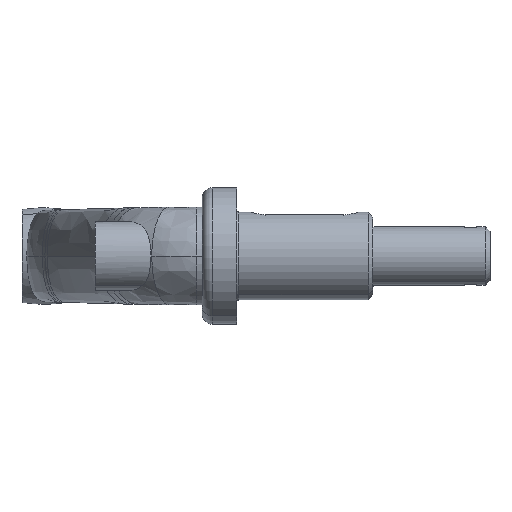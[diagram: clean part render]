
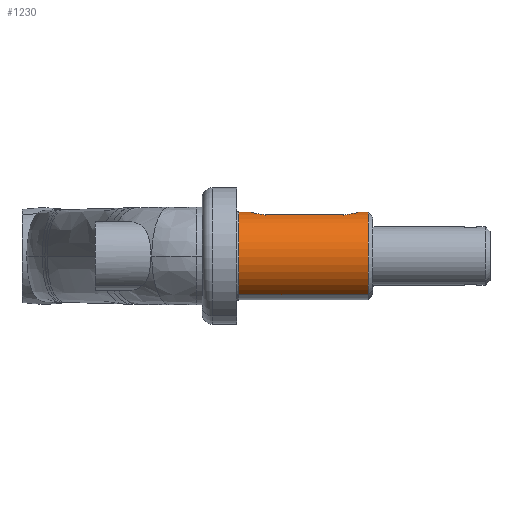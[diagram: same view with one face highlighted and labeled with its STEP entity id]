
A CAD part, front view. The second image highlights one B-rep face of the part: STEP entity #1230.
In plain terms, the highlighted cylindrical face has radius 9 mm (diameter 18 mm), a partial arc.
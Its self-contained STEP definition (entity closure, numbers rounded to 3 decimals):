
#727=CARTESIAN_POINT('Vertex',(34.,4.315,7.898)) ;
#743=CARTESIAN_POINT('Vertex',(34.,-4.315,-7.898)) ;
#768=CARTESIAN_POINT('Axis2P3D Location',(34.,0.,0.)) ;
#1028=CARTESIAN_POINT('Vertex',(29.,-3.,8.485)) ;
#1032=CARTESIAN_POINT('Control Point',(29.,-3.,8.485)) ;
#1033=CARTESIAN_POINT('Control Point',(29.949,-3.,8.485)) ;
#1034=CARTESIAN_POINT('Control Point',(30.896,-2.618,8.621)) ;
#1035=CARTESIAN_POINT('Control Point',(31.617,-1.898,8.876)) ;
#1036=CARTESIAN_POINT('Control Point',(32.,-0.949,9.)) ;
#1037=CARTESIAN_POINT('Control Point',(32.,0.,9.)) ;
#1038=CARTESIAN_POINT('Vertex',(32.,0.,9.)) ;
#1042=CARTESIAN_POINT('Control Point',(29.,3.,8.485)) ;
#1043=CARTESIAN_POINT('Control Point',(29.949,3.,8.485)) ;
#1044=CARTESIAN_POINT('Control Point',(30.896,2.618,8.621)) ;
#1045=CARTESIAN_POINT('Control Point',(31.617,1.898,8.876)) ;
#1046=CARTESIAN_POINT('Control Point',(32.,0.949,9.)) ;
#1047=CARTESIAN_POINT('Control Point',(32.,0.,9.)) ;
#1048=CARTESIAN_POINT('Vertex',(29.,3.,8.485)) ;
#1078=CARTESIAN_POINT('Control Point',(13.,-3.,8.485)) ;
#1079=CARTESIAN_POINT('Control Point',(12.051,-3.,8.485)) ;
#1080=CARTESIAN_POINT('Control Point',(11.104,-2.618,8.621)) ;
#1081=CARTESIAN_POINT('Control Point',(10.383,-1.898,8.876)) ;
#1082=CARTESIAN_POINT('Control Point',(10.,-0.949,9.)) ;
#1083=CARTESIAN_POINT('Control Point',(10.,0.,9.)) ;
#1084=CARTESIAN_POINT('Vertex',(13.,-3.,8.485)) ;
#1086=CARTESIAN_POINT('Vertex',(10.,0.,9.)) ;
#1114=CARTESIAN_POINT('Vertex',(13.,3.,8.485)) ;
#1118=CARTESIAN_POINT('Control Point',(13.,3.,8.485)) ;
#1119=CARTESIAN_POINT('Control Point',(12.051,3.,8.485)) ;
#1120=CARTESIAN_POINT('Control Point',(11.104,2.618,8.621)) ;
#1121=CARTESIAN_POINT('Control Point',(10.383,1.898,8.876)) ;
#1122=CARTESIAN_POINT('Control Point',(10.,0.949,9.)) ;
#1123=CARTESIAN_POINT('Control Point',(10.,0.,9.)) ;
#1139=CARTESIAN_POINT('Line Origine',(21.,3.,8.485)) ;
#1180=CARTESIAN_POINT('Line Origine',(21.,-3.,8.485)) ;
#1192=CARTESIAN_POINT('Axis2P3D Location',(18.5,0.,0.)) ;
#1197=CARTESIAN_POINT('Line Origine',(21.,-4.315,-7.898)) ;
#1201=CARTESIAN_POINT('Vertex',(7.5,-4.315,-7.898)) ;
#1204=CARTESIAN_POINT('Line Origine',(21.,4.315,7.898)) ;
#1208=CARTESIAN_POINT('Vertex',(7.5,4.315,7.898)) ;
#1211=CARTESIAN_POINT('Axis2P3D Location',(7.5,0.,0.)) ;
#769=DIRECTION('Axis2P3D Direction',(-1.,0.,0.)) ;
#1140=DIRECTION('Vector Direction',(1.,0.,0.)) ;
#1181=DIRECTION('Vector Direction',(1.,0.,0.)) ;
#1193=DIRECTION('Axis2P3D Direction',(-1.,0.,0.)) ;
#1194=DIRECTION('Axis2P3D XDirection',(0.,0.479,0.878)) ;
#1198=DIRECTION('Vector Direction',(-1.,0.,0.)) ;
#1205=DIRECTION('Vector Direction',(-1.,0.,0.)) ;
#1212=DIRECTION('Axis2P3D Direction',(-1.,0.,0.)) ;
#770=AXIS2_PLACEMENT_3D('Circle Axis2P3D',#768,#769,$) ;
#1195=AXIS2_PLACEMENT_3D('Cylinder Axis2P3D',#1192,#1193,#1194) ;
#1213=AXIS2_PLACEMENT_3D('Circle Axis2P3D',#1211,#1212,$) ;
#1217=ORIENTED_EDGE('',*,*,#1203,.T.) ;
#1218=ORIENTED_EDGE('',*,*,#772,.T.) ;
#1219=ORIENTED_EDGE('',*,*,#1210,.F.) ;
#1220=ORIENTED_EDGE('',*,*,#1215,.T.) ;
#1223=ORIENTED_EDGE('',*,*,#1040,.T.) ;
#1224=ORIENTED_EDGE('',*,*,#1184,.F.) ;
#1225=ORIENTED_EDGE('',*,*,#1088,.T.) ;
#1226=ORIENTED_EDGE('',*,*,#1124,.T.) ;
#1227=ORIENTED_EDGE('',*,*,#1143,.T.) ;
#1228=ORIENTED_EDGE('',*,*,#1050,.T.) ;
#1229=FACE_BOUND('',#1222,.T.) ;
#1141=VECTOR('Line Direction',#1140,1.) ;
#1182=VECTOR('Line Direction',#1181,1.) ;
#1199=VECTOR('Line Direction',#1198,1.) ;
#1206=VECTOR('Line Direction',#1205,1.) ;
#1230=ADVANCED_FACE('PartBody',(#1221,#1229),#1196,.T.) ;
#1031=B_SPLINE_CURVE_WITH_KNOTS('',5,(#1032,#1033,#1034,#1035,#1036,#1037),.UNSPECIFIED.,.F.,.U.,(6,6),(0.,6.713),.UNSPECIFIED.) ;
#1041=B_SPLINE_CURVE_WITH_KNOTS('',5,(#1042,#1043,#1044,#1045,#1046,#1047),.UNSPECIFIED.,.F.,.U.,(6,6),(0.,6.713),.UNSPECIFIED.) ;
#1077=B_SPLINE_CURVE_WITH_KNOTS('',5,(#1078,#1079,#1080,#1081,#1082,#1083),.UNSPECIFIED.,.F.,.U.,(6,6),(0.,6.713),.UNSPECIFIED.) ;
#1117=B_SPLINE_CURVE_WITH_KNOTS('',5,(#1118,#1119,#1120,#1121,#1122,#1123),.UNSPECIFIED.,.F.,.U.,(6,6),(0.,6.713),.UNSPECIFIED.) ;
#771=CIRCLE('generated circle',#770,9.) ;
#1214=CIRCLE('generated circle',#1213,9.) ;
#1196=CYLINDRICAL_SURFACE('generated cylinder',#1195,9.) ;
#772=EDGE_CURVE('',#744,#728,#771,.T.) ;
#1040=EDGE_CURVE('',#1039,#1029,#1031,.F.) ;
#1050=EDGE_CURVE('',#1049,#1039,#1041,.T.) ;
#1088=EDGE_CURVE('',#1085,#1087,#1077,.T.) ;
#1124=EDGE_CURVE('',#1087,#1115,#1117,.F.) ;
#1143=EDGE_CURVE('',#1115,#1049,#1142,.T.) ;
#1184=EDGE_CURVE('',#1085,#1029,#1183,.T.) ;
#1203=EDGE_CURVE('',#1202,#744,#1200,.F.) ;
#1210=EDGE_CURVE('',#1209,#728,#1207,.F.) ;
#1215=EDGE_CURVE('',#1209,#1202,#1214,.F.) ;
#1216=EDGE_LOOP('',(#1217,#1218,#1219,#1220)) ;
#1222=EDGE_LOOP('',(#1223,#1224,#1225,#1226,#1227,#1228)) ;
#1221=FACE_OUTER_BOUND('',#1216,.T.) ;
#1142=LINE('Line',#1139,#1141) ;
#1183=LINE('Line',#1180,#1182) ;
#1200=LINE('Line',#1197,#1199) ;
#1207=LINE('Line',#1204,#1206) ;
#728=VERTEX_POINT('',#727) ;
#744=VERTEX_POINT('',#743) ;
#1029=VERTEX_POINT('',#1028) ;
#1039=VERTEX_POINT('',#1038) ;
#1049=VERTEX_POINT('',#1048) ;
#1085=VERTEX_POINT('',#1084) ;
#1087=VERTEX_POINT('',#1086) ;
#1115=VERTEX_POINT('',#1114) ;
#1202=VERTEX_POINT('',#1201) ;
#1209=VERTEX_POINT('',#1208) ;
